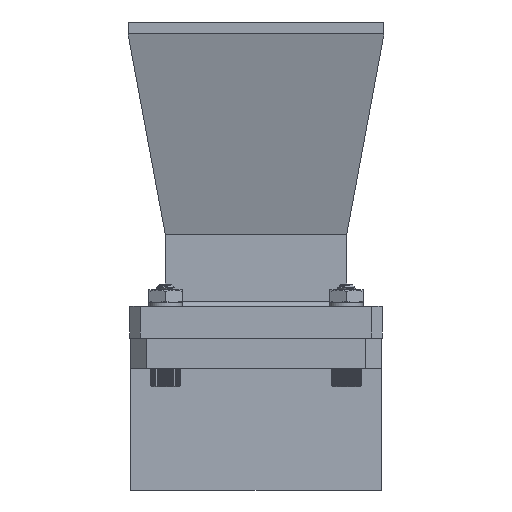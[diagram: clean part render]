
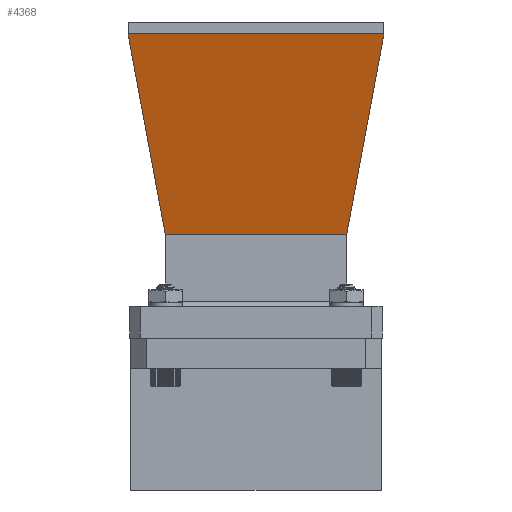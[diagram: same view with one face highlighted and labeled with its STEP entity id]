
A CAD part, front view. The second image highlights one B-rep face of the part: STEP entity #4368.
In plain terms, the highlighted face is planar.
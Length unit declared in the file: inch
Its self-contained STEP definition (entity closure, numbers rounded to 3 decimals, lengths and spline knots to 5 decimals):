
#375 = CARTESIAN_POINT ( 'NONE',  ( -0.36806, -0.67911, 1.95765 ) ) ;
#729 = LINE ( 'NONE', #9203, #3310 ) ;
#851 = CARTESIAN_POINT ( 'NONE',  ( 0.16269, -0.67911, 0.04515 ) ) ;
#986 = DIRECTION ( 'NONE',  ( -0.263, 0.176, 0.949 ) ) ;
#1572 = DIRECTION ( 'NONE',  ( 0.267, 0., -0.964 ) ) ;
#1587 = CARTESIAN_POINT ( 'NONE',  ( -0.36661, -0.67911, 1.95243 ) ) ;
#2193 = DIRECTION ( 'NONE',  ( 0., 1., 0. ) ) ;
#2391 = VECTOR ( 'NONE', #8858, 39.37008 ) ;
#2429 = VERTEX_POINT ( 'NONE', #13871 ) ;
#2678 = ORIENTED_EDGE ( 'NONE', *, *, #6670, .T. ) ;
#2942 = LINE ( 'NONE', #11484, #5436 ) ;
#2983 = EDGE_CURVE ( 'NONE', #2429, #13711, #2942, .T. ) ;
#3029 = DIRECTION ( 'NONE',  ( 0.964, 0., 0.267 ) ) ;
#3040 = EDGE_CURVE ( 'NONE', #4591, #2429, #11868, .T. ) ;
#3310 = VECTOR ( 'NONE', #6009, 39.37008 ) ;
#3534 = ORIENTED_EDGE ( 'NONE', *, *, #2983, .T. ) ;
#3540 = VECTOR ( 'NONE', #986, 39.37008 ) ;
#3599 = VERTEX_POINT ( 'NONE', #5598 ) ;
#3619 = ORIENTED_EDGE ( 'NONE', *, *, #12223, .T. ) ;
#4230 = VERTEX_POINT ( 'NONE', #375 ) ;
#4279 = VERTEX_POINT ( 'NONE', #13831 ) ;
#4301 = LINE ( 'NONE', #11723, #3540 ) ;
#4368 = ADVANCED_FACE ( 'NONE', ( #12647 ), #8390, .F. ) ;
#4591 = VERTEX_POINT ( 'NONE', #10080 ) ;
#4814 = ORIENTED_EDGE ( 'NONE', *, *, #3040, .T. ) ;
#4901 = CARTESIAN_POINT ( 'NONE',  ( -0.77758, -0.95317, 3.43332 ) ) ;
#4967 = LINE ( 'NONE', #4901, #10951 ) ;
#5062 = LINE ( 'NONE', #851, #2391 ) ;
#5086 = VECTOR ( 'NONE', #1572, 39.37008 ) ;
#5153 = ORIENTED_EDGE ( 'NONE', *, *, #5797, .F. ) ;
#5436 = VECTOR ( 'NONE', #7227, 39.37008 ) ;
#5598 = CARTESIAN_POINT ( 'NONE',  ( -0.77758, -0.95317, 3.43332 ) ) ;
#5797 = EDGE_CURVE ( 'NONE', #4230, #6554, #5062, .T. ) ;
#6009 = DIRECTION ( 'NONE',  ( 0., -1., 0. ) ) ;
#6242 = EDGE_CURVE ( 'NONE', #4230, #3599, #12544, .T. ) ;
#6305 = CARTESIAN_POINT ( 'NONE',  ( -0.36806, 0.67911, 1.95765 ) ) ;
#6475 = AXIS2_PLACEMENT_3D ( 'NONE', #12712, #3029, #7319 ) ;
#6554 = VERTEX_POINT ( 'NONE', #1587 ) ;
#6670 = EDGE_CURVE ( 'NONE', #4279, #6554, #729, .T. ) ;
#6924 = LINE ( 'NONE', #11255, #5086 ) ;
#6929 = ORIENTED_EDGE ( 'NONE', *, *, #7287, .F. ) ;
#7227 = DIRECTION ( 'NONE',  ( 0.267, 0., -0.964 ) ) ;
#7287 = EDGE_CURVE ( 'NONE', #8438, #13711, #4301, .T. ) ;
#7319 = DIRECTION ( 'NONE',  ( 0.267, 0., -0.964 ) ) ;
#7534 = CARTESIAN_POINT ( 'NONE',  ( -0.77758, 0.95317, 3.43332 ) ) ;
#8390 = PLANE ( 'NONE',  #6475 ) ;
#8438 = VERTEX_POINT ( 'NONE', #6305 ) ;
#8858 = DIRECTION ( 'NONE',  ( 0.267, 0., -0.964 ) ) ;
#9203 = CARTESIAN_POINT ( 'NONE',  ( -0.36661, 0.561, 1.95243 ) ) ;
#9282 = DIRECTION ( 'NONE',  ( -0.267, 0., 0.964 ) ) ;
#9487 = CARTESIAN_POINT ( 'NONE',  ( -0.36806, -0.67911, 1.95765 ) ) ;
#9744 = CARTESIAN_POINT ( 'NONE',  ( -0.78338, -0.97286, 3.4542 ) ) ;
#10080 = CARTESIAN_POINT ( 'NONE',  ( -0.78338, -0.95317, 3.4542 ) ) ;
#10441 = EDGE_CURVE ( 'NONE', #3599, #4591, #4967, .T. ) ;
#10551 = ORIENTED_EDGE ( 'NONE', *, *, #10441, .T. ) ;
#10951 = VECTOR ( 'NONE', #9282, 39.37008 ) ;
#11255 = CARTESIAN_POINT ( 'NONE',  ( -0.36806, 0.67911, 1.95765 ) ) ;
#11424 = EDGE_LOOP ( 'NONE', ( #3534, #6929, #3619, #2678, #5153, #12303, #10551, #4814 ) ) ;
#11484 = CARTESIAN_POINT ( 'NONE',  ( -0.78338, 0.95317, 3.4542 ) ) ;
#11723 = CARTESIAN_POINT ( 'NONE',  ( -0.36806, 0.67911, 1.95765 ) ) ;
#11868 = LINE ( 'NONE', #9744, #13796 ) ;
#12223 = EDGE_CURVE ( 'NONE', #8438, #4279, #6924, .T. ) ;
#12303 = ORIENTED_EDGE ( 'NONE', *, *, #6242, .T. ) ;
#12544 = LINE ( 'NONE', #9487, #13231 ) ;
#12647 = FACE_OUTER_BOUND ( 'NONE', #11424, .T. ) ;
#12712 = CARTESIAN_POINT ( 'NONE',  ( 0.16269, 0., 0.04515 ) ) ;
#12823 = DIRECTION ( 'NONE',  ( -0.263, -0.176, 0.949 ) ) ;
#13231 = VECTOR ( 'NONE', #12823, 39.37008 ) ;
#13711 = VERTEX_POINT ( 'NONE', #7534 ) ;
#13796 = VECTOR ( 'NONE', #2193, 39.37008 ) ;
#13831 = CARTESIAN_POINT ( 'NONE',  ( -0.36661, 0.67911, 1.95243 ) ) ;
#13871 = CARTESIAN_POINT ( 'NONE',  ( -0.78338, 0.95317, 3.4542 ) ) ;
